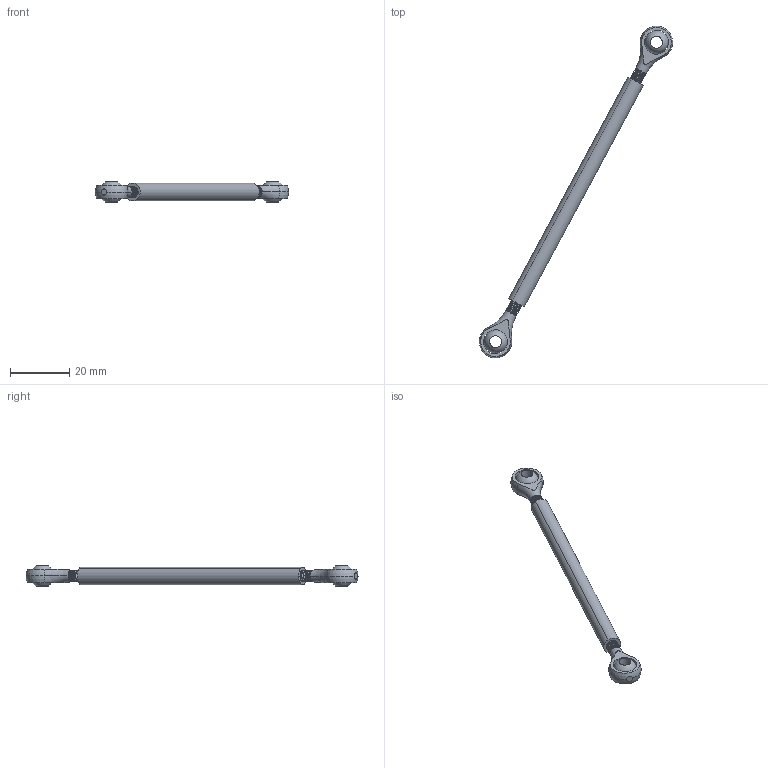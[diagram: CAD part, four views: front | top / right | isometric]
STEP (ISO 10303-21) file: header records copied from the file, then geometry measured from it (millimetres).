
FILE_DESCRIPTION (( 'STEP AP203' ), '1' );
FILE_NAME ('rod_print.STEP', '2025-09-13T21:40:08', ( '' ), ( '' ), 'SwSTEP 2.0', 'SolidWorks 2025', '' );
FILE_SCHEMA (( 'CONFIG_CONTROL_DESIGN' ));
Length unit declared in the file: inch
Products named in the file (1): rod_print
Bounding box: 65.42 x 112.29 x 6.9 mm (x, y, z)
Volume: 3417 mm3; surface area: 3738.1 mm2
Topology: 5 solids, 5 shells, 136 faces, 370 edges, 242 vertices
Faces by surface type: cylinder 92, plane 16, cone 10, sphere 8, bspline 6, torus 4
Entity records: 9293 total; most frequent: CARTESIAN_POINT 6279, ORIENTED_EDGE 724, DIRECTION 518, EDGE_CURVE 362, VERTEX_POINT 242, AXIS2_PLACEMENT_3D 209, EDGE_LOOP 150, ADVANCED_FACE 136
